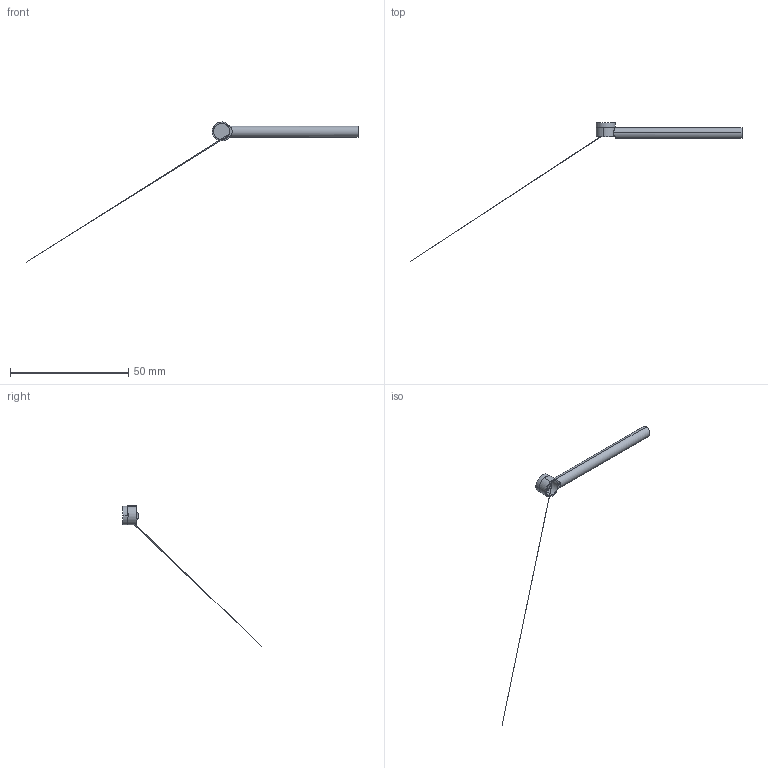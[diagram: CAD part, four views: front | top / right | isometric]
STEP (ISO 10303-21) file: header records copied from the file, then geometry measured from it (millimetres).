
FILE_DESCRIPTION (( 'STEP AP203' ), '1' );
FILE_NAME ('Presser_v1.000.001.STEP', '2024-11-28T02:54:10', ( '' ), ( '' ), 'SwSTEP 2.0', 'SolidWorks 2024', '' );
FILE_SCHEMA (( 'CONFIG_CONTROL_DESIGN' ));
Length unit declared in the file: millimetre
Products named in the file (1): Presser_v1.000.001
Bounding box: 140.31 x 58.55 x 59.18 mm (x, y, z)
Volume: 1050 mm3; surface area: 1124.8 mm2
Topology: 1 solids, 1 shells, 24 faces, 56 edges, 35 vertices
Faces by surface type: cylinder 16, plane 8
Entity records: 909 total; most frequent: CARTESIAN_POINT 294, DIRECTION 112, ORIENTED_EDGE 112, EDGE_CURVE 56, AXIS2_PLACEMENT_3D 45, VERTEX_POINT 35, EDGE_LOOP 25, ADVANCED_FACE 24
